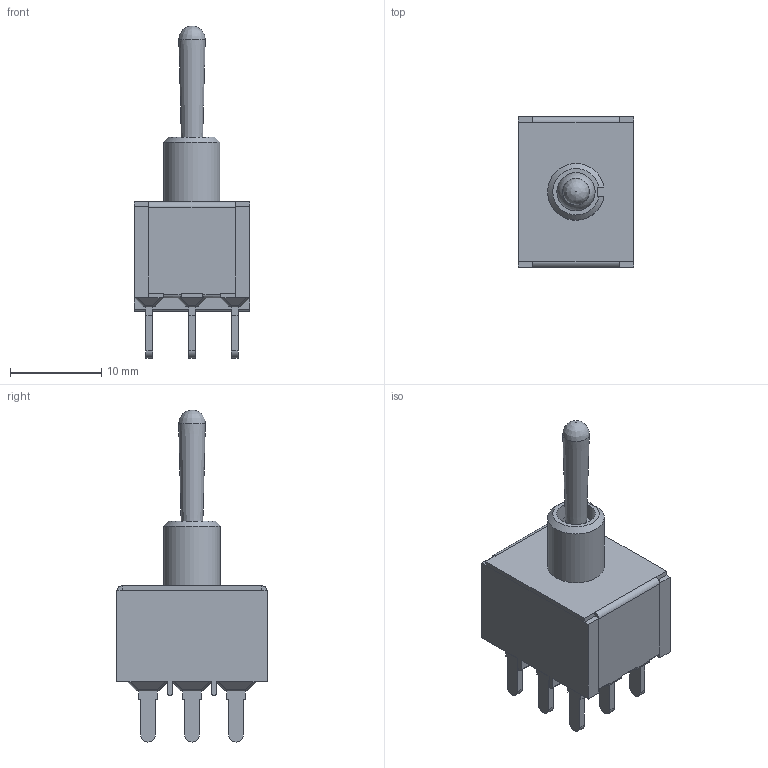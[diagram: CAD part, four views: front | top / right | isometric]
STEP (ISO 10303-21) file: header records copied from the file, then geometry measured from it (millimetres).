
FILE_DESCRIPTION(/* description */ (''),/* implementation_level */ '2;1');
FILE_NAME(/* name */ '1003PxT1B3M3xE.stp',/* time_stamp */ '2026-01-16T13:04:09-06:00',/* author */ ('jmeyers'),/* organization */ (''),/* preprocessor_version */ 'ST-DEVELOPER v18.1',/* originating_system */ 'Autodesk Inventor 2022',/* authorisation */ '');
FILE_SCHEMA (('AUTOMOTIVE_DESIGN { 1 0 10303 214 3 1 1 }'));
Length unit declared in the file: inch
Products named in the file (1): Part105
Bounding box: 12.7 x 16.51 x 36.42 mm (x, y, z)
Volume: 2571.8 mm3; surface area: 1870.4 mm2
Topology: 1 solids, 4 shells, 395 faces, 1017 edges, 596 vertices
Faces by surface type: plane 252, cylinder 101, sphere 38, cone 3, bspline 1
Full cylindrical faces by diameter (mm): 1.65 x1, 4.2 x2
Entity records: 11606 total; most frequent: DIRECTION 2033, CARTESIAN_POINT 2021, ORIENTED_EDGE 1962, EDGE_CURVE 981, LINE 715, VECTOR 715, AXIS2_PLACEMENT_3D 659, VERTEX_POINT 596
